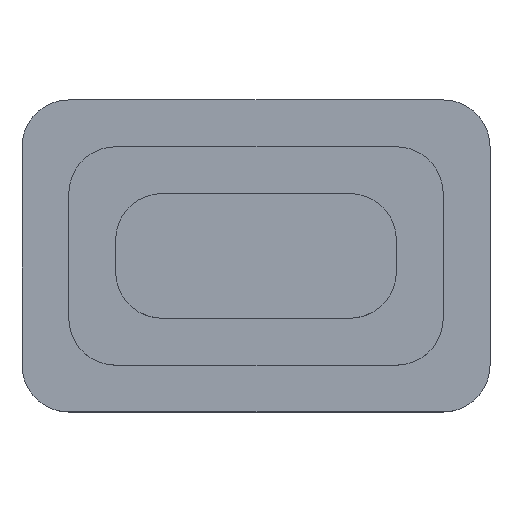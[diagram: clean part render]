
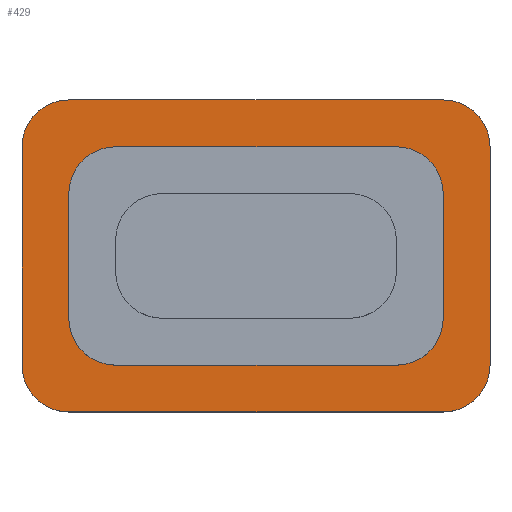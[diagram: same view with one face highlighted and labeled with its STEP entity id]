
A CAD part, top view. The second image highlights one B-rep face of the part: STEP entity #429.
In plain terms, the highlighted planar face has unit normal (0, 0, 1).
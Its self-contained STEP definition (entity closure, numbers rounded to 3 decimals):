
#1 = AXIS2_PLACEMENT_3D ( 'NONE', #261, #545, #200 ) ;
#11 = EDGE_CURVE ( 'NONE', #133, #214, #823, .T. ) ;
#24 = VERTEX_POINT ( 'NONE', #411 ) ;
#28 = EDGE_CURVE ( 'NONE', #641, #57, #897, .T. ) ;
#31 = EDGE_CURVE ( 'NONE', #354, #205, #650, .T. ) ;
#36 = ORIENTED_EDGE ( 'NONE', *, *, #28, .T. ) ;
#40 = CARTESIAN_POINT ( 'NONE',  ( -225., 175., 13.458 ) ) ;
#42 = VERTEX_POINT ( 'NONE', #265 ) ;
#43 = DIRECTION ( 'NONE',  ( 0., 0., 1. ) ) ;
#44 = CARTESIAN_POINT ( 'NONE',  ( 300., 175., 13.458 ) ) ;
#47 = CARTESIAN_POINT ( 'NONE',  ( -375., 250., 13.458 ) ) ;
#53 = VERTEX_POINT ( 'NONE', #270 ) ;
#57 = VERTEX_POINT ( 'NONE', #64 ) ;
#58 = DIRECTION ( 'NONE',  ( 0., 1., 0. ) ) ;
#59 = CIRCLE ( 'NONE', #483, 75. ) ;
#63 = ORIENTED_EDGE ( 'NONE', *, *, #890, .T. ) ;
#64 = CARTESIAN_POINT ( 'NONE',  ( -300., 250., 13.458 ) ) ;
#87 = VERTEX_POINT ( 'NONE', #472 ) ;
#90 = CARTESIAN_POINT ( 'NONE',  ( -300., 175., 13.458 ) ) ;
#93 = DIRECTION ( 'NONE',  ( 0., 0., -1. ) ) ;
#107 = LINE ( 'NONE', #47, #514 ) ;
#110 = EDGE_CURVE ( 'NONE', #133, #87, #341, .T. ) ;
#124 = CARTESIAN_POINT ( 'NONE',  ( 375., 250., 13.458 ) ) ;
#127 = VECTOR ( 'NONE', #298, 1000. ) ;
#133 = VERTEX_POINT ( 'NONE', #476 ) ;
#137 = EDGE_CURVE ( 'NONE', #205, #475, #755, .T. ) ;
#140 = DIRECTION ( 'NONE',  ( 0., 0., 1. ) ) ;
#149 = EDGE_LOOP ( 'NONE', ( #390, #851, #841, #878, #684, #432, #36, #340 ) ) ;
#159 = ORIENTED_EDGE ( 'NONE', *, *, #110, .T. ) ;
#164 = EDGE_CURVE ( 'NONE', #377, #87, #558, .T. ) ;
#177 = DIRECTION ( 'NONE',  ( 1., 0., 0. ) ) ;
#191 = DIRECTION ( 'NONE',  ( 1., 0., 0. ) ) ;
#200 = DIRECTION ( 'NONE',  ( 1., 0., 0. ) ) ;
#203 = EDGE_CURVE ( 'NONE', #53, #546, #107, .T. ) ;
#205 = VERTEX_POINT ( 'NONE', #677 ) ;
#206 = CARTESIAN_POINT ( 'NONE',  ( 375., 175., 13.458 ) ) ;
#214 = VERTEX_POINT ( 'NONE', #748 ) ;
#220 = DIRECTION ( 'NONE',  ( 0., 0., -1. ) ) ;
#245 = EDGE_CURVE ( 'NONE', #57, #53, #59, .T. ) ;
#253 = VERTEX_POINT ( 'NONE', #40 ) ;
#254 = DIRECTION ( 'NONE',  ( 1., 0., 0. ) ) ;
#255 = CARTESIAN_POINT ( 'NONE',  ( 225., 100., 13.458 ) ) ;
#261 = CARTESIAN_POINT ( 'NONE',  ( 300., -175., 13.458 ) ) ;
#264 = AXIS2_PLACEMENT_3D ( 'NONE', #810, #752, #191 ) ;
#265 = CARTESIAN_POINT ( 'NONE',  ( -300., 100., 13.458 ) ) ;
#270 = CARTESIAN_POINT ( 'NONE',  ( -375., 175., 13.458 ) ) ;
#275 = DIRECTION ( 'NONE',  ( -1., 0., 0. ) ) ;
#279 = PLANE ( 'NONE',  #627 ) ;
#296 = DIRECTION ( 'NONE',  ( 0., 0., 1. ) ) ;
#297 = CARTESIAN_POINT ( 'NONE',  ( -225., 100., 13.458 ) ) ;
#298 = DIRECTION ( 'NONE',  ( 0., -1., 0. ) ) ;
#301 = CARTESIAN_POINT ( 'NONE',  ( 300., 175., 13.458 ) ) ;
#315 = LINE ( 'NONE', #591, #560 ) ;
#317 = EDGE_CURVE ( 'NONE', #377, #24, #905, .T. ) ;
#340 = ORIENTED_EDGE ( 'NONE', *, *, #245, .T. ) ;
#341 = CIRCLE ( 'NONE', #264, 75. ) ;
#343 = CARTESIAN_POINT ( 'NONE',  ( 300., -175., 13.458 ) ) ;
#347 = ORIENTED_EDGE ( 'NONE', *, *, #164, .F. ) ;
#354 = VERTEX_POINT ( 'NONE', #711 ) ;
#365 = CARTESIAN_POINT ( 'NONE',  ( -375., -175., 13.458 ) ) ;
#373 = ORIENTED_EDGE ( 'NONE', *, *, #11, .F. ) ;
#377 = VERTEX_POINT ( 'NONE', #557 ) ;
#390 = ORIENTED_EDGE ( 'NONE', *, *, #203, .T. ) ;
#393 = ORIENTED_EDGE ( 'NONE', *, *, #785, .T. ) ;
#411 = CARTESIAN_POINT ( 'NONE',  ( -300., -100., 13.458 ) ) ;
#415 = EDGE_CURVE ( 'NONE', #42, #24, #645, .T. ) ;
#418 = CARTESIAN_POINT ( 'NONE',  ( -300., 175., 13.458 ) ) ;
#429 = ADVANCED_FACE ( 'NONE', ( #505, #900 ), #279, .T. ) ;
#431 = DIRECTION ( 'NONE',  ( 1., 0., 0. ) ) ;
#432 = ORIENTED_EDGE ( 'NONE', *, *, #693, .T. ) ;
#444 = CARTESIAN_POINT ( 'NONE',  ( -225., -100., 13.458 ) ) ;
#447 = CARTESIAN_POINT ( 'NONE',  ( 225., 175., 13.458 ) ) ;
#454 = EDGE_CURVE ( 'NONE', #546, #829, #719, .T. ) ;
#455 = VECTOR ( 'NONE', #799, 1000. ) ;
#463 = ORIENTED_EDGE ( 'NONE', *, *, #415, .F. ) ;
#470 = AXIS2_PLACEMENT_3D ( 'NONE', #255, #727, #177 ) ;
#472 = CARTESIAN_POINT ( 'NONE',  ( 225., -175., 13.458 ) ) ;
#475 = VERTEX_POINT ( 'NONE', #206 ) ;
#476 = CARTESIAN_POINT ( 'NONE',  ( 300., -100., 13.458 ) ) ;
#483 = AXIS2_PLACEMENT_3D ( 'NONE', #90, #43, #254 ) ;
#498 = DIRECTION ( 'NONE',  ( 1., 0., 0. ) ) ;
#505 = FACE_BOUND ( 'NONE', #786, .T. ) ;
#514 = VECTOR ( 'NONE', #607, 1000. ) ;
#515 = ORIENTED_EDGE ( 'NONE', *, *, #317, .T. ) ;
#536 = AXIS2_PLACEMENT_3D ( 'NONE', #301, #296, #663 ) ;
#545 = DIRECTION ( 'NONE',  ( 0., 0., 1. ) ) ;
#546 = VERTEX_POINT ( 'NONE', #365 ) ;
#547 = DIRECTION ( 'NONE',  ( 1., 0., 0. ) ) ;
#553 = CIRCLE ( 'NONE', #470, 75. ) ;
#554 = CARTESIAN_POINT ( 'NONE',  ( -300., -175., 13.458 ) ) ;
#557 = CARTESIAN_POINT ( 'NONE',  ( -225., -175., 13.458 ) ) ;
#558 = LINE ( 'NONE', #707, #828 ) ;
#560 = VECTOR ( 'NONE', #862, 1000. ) ;
#563 = CARTESIAN_POINT ( 'NONE',  ( 0., 0., 13.458 ) ) ;
#571 = CARTESIAN_POINT ( 'NONE',  ( 300., 250., 13.458 ) ) ;
#591 = CARTESIAN_POINT ( 'NONE',  ( -375., -250., 13.458 ) ) ;
#594 = LINE ( 'NONE', #44, #455 ) ;
#607 = DIRECTION ( 'NONE',  ( 0., -1., 0. ) ) ;
#608 = CARTESIAN_POINT ( 'NONE',  ( -375., 250., 13.458 ) ) ;
#611 = CIRCLE ( 'NONE', #703, 75. ) ;
#616 = DIRECTION ( 'NONE',  ( 0., 1., 0. ) ) ;
#627 = AXIS2_PLACEMENT_3D ( 'NONE', #563, #140, #835 ) ;
#641 = VERTEX_POINT ( 'NONE', #571 ) ;
#645 = LINE ( 'NONE', #418, #127 ) ;
#650 = CIRCLE ( 'NONE', #1, 75. ) ;
#655 = CIRCLE ( 'NONE', #536, 75. ) ;
#663 = DIRECTION ( 'NONE',  ( 1., 0., 0. ) ) ;
#677 = CARTESIAN_POINT ( 'NONE',  ( 375., -175., 13.458 ) ) ;
#684 = ORIENTED_EDGE ( 'NONE', *, *, #137, .T. ) ;
#693 = EDGE_CURVE ( 'NONE', #475, #641, #655, .T. ) ;
#703 = AXIS2_PLACEMENT_3D ( 'NONE', #297, #220, #498 ) ;
#707 = CARTESIAN_POINT ( 'NONE',  ( -300., -175., 13.458 ) ) ;
#711 = CARTESIAN_POINT ( 'NONE',  ( 300., -250., 13.458 ) ) ;
#717 = ORIENTED_EDGE ( 'NONE', *, *, #778, .F. ) ;
#718 = EDGE_CURVE ( 'NONE', #829, #354, #315, .T. ) ;
#719 = CIRCLE ( 'NONE', #827, 75. ) ;
#720 = DIRECTION ( 'NONE',  ( 1., 0., 0. ) ) ;
#727 = DIRECTION ( 'NONE',  ( 0., 0., -1. ) ) ;
#733 = VECTOR ( 'NONE', #275, 1000. ) ;
#748 = CARTESIAN_POINT ( 'NONE',  ( 300., 100., 13.458 ) ) ;
#752 = DIRECTION ( 'NONE',  ( 0., 0., -1. ) ) ;
#755 = LINE ( 'NONE', #124, #887 ) ;
#778 = EDGE_CURVE ( 'NONE', #889, #253, #594, .T. ) ;
#785 = EDGE_CURVE ( 'NONE', #889, #214, #553, .T. ) ;
#786 = EDGE_LOOP ( 'NONE', ( #463, #63, #717, #393, #373, #159, #347, #515 ) ) ;
#799 = DIRECTION ( 'NONE',  ( -1., 0., 0. ) ) ;
#810 = CARTESIAN_POINT ( 'NONE',  ( 225., -100., 13.458 ) ) ;
#814 = VECTOR ( 'NONE', #616, 1000. ) ;
#823 = LINE ( 'NONE', #343, #814 ) ;
#827 = AXIS2_PLACEMENT_3D ( 'NONE', #554, #894, #547 ) ;
#828 = VECTOR ( 'NONE', #431, 1000. ) ;
#829 = VERTEX_POINT ( 'NONE', #852 ) ;
#835 = DIRECTION ( 'NONE',  ( 1., 0., 0. ) ) ;
#841 = ORIENTED_EDGE ( 'NONE', *, *, #718, .T. ) ;
#851 = ORIENTED_EDGE ( 'NONE', *, *, #454, .T. ) ;
#852 = CARTESIAN_POINT ( 'NONE',  ( -300., -250., 13.458 ) ) ;
#858 = AXIS2_PLACEMENT_3D ( 'NONE', #444, #93, #720 ) ;
#862 = DIRECTION ( 'NONE',  ( 1., 0., 0. ) ) ;
#878 = ORIENTED_EDGE ( 'NONE', *, *, #31, .T. ) ;
#887 = VECTOR ( 'NONE', #58, 1000. ) ;
#889 = VERTEX_POINT ( 'NONE', #447 ) ;
#890 = EDGE_CURVE ( 'NONE', #42, #253, #611, .T. ) ;
#894 = DIRECTION ( 'NONE',  ( 0., 0., 1. ) ) ;
#897 = LINE ( 'NONE', #608, #733 ) ;
#900 = FACE_OUTER_BOUND ( 'NONE', #149, .T. ) ;
#905 = CIRCLE ( 'NONE', #858, 75. ) ;
